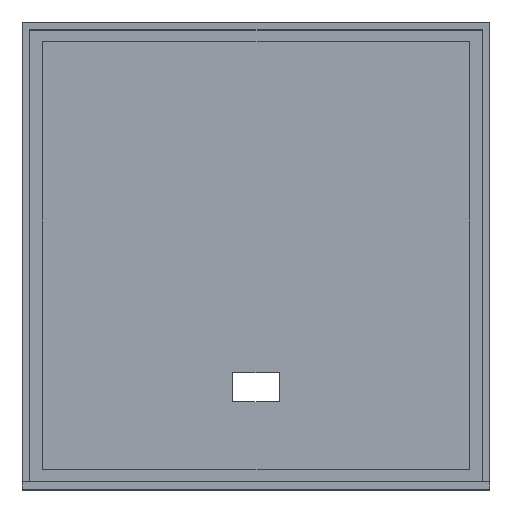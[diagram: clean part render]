
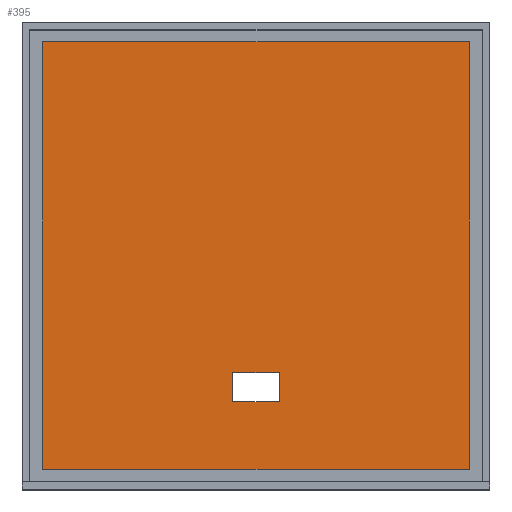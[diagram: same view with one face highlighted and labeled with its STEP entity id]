
A CAD part, top view. The second image highlights one B-rep face of the part: STEP entity #395.
In plain terms, the highlighted planar face has unit normal (0, 0, 1).
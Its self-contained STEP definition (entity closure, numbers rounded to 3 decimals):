
#15=FACE_BOUND('',#45,.T.);
#23=FACE_OUTER_BOUND('',#44,.T.);
#44=EDGE_LOOP('',(#281,#282,#283,#284));
#45=EDGE_LOOP('',(#285,#286,#287,#288));
#69=LINE('',#561,#123);
#72=LINE('',#567,#126);
#75=LINE('',#573,#129);
#78=LINE('',#577,#132);
#79=LINE('',#581,#133);
#80=LINE('',#583,#134);
#81=LINE('',#585,#135);
#82=LINE('',#586,#136);
#123=VECTOR('',#458,10.);
#126=VECTOR('',#463,10.);
#129=VECTOR('',#468,10.);
#132=VECTOR('',#473,10.);
#133=VECTOR('',#476,10.);
#134=VECTOR('',#477,10.);
#135=VECTOR('',#478,10.);
#136=VECTOR('',#479,10.);
#177=VERTEX_POINT('',#558);
#178=VERTEX_POINT('',#560);
#180=VERTEX_POINT('',#566);
#182=VERTEX_POINT('',#572);
#183=VERTEX_POINT('',#579);
#184=VERTEX_POINT('',#580);
#185=VERTEX_POINT('',#582);
#186=VERTEX_POINT('',#584);
#213=EDGE_CURVE('',#178,#177,#69,.T.);
#216=EDGE_CURVE('',#180,#178,#72,.T.);
#219=EDGE_CURVE('',#182,#180,#75,.T.);
#222=EDGE_CURVE('',#177,#182,#78,.T.);
#223=EDGE_CURVE('',#183,#184,#79,.T.);
#224=EDGE_CURVE('',#185,#183,#80,.T.);
#225=EDGE_CURVE('',#186,#185,#81,.T.);
#226=EDGE_CURVE('',#184,#186,#82,.T.);
#281=ORIENTED_EDGE('',*,*,#223,.F.);
#282=ORIENTED_EDGE('',*,*,#224,.F.);
#283=ORIENTED_EDGE('',*,*,#225,.F.);
#284=ORIENTED_EDGE('',*,*,#226,.F.);
#285=ORIENTED_EDGE('',*,*,#222,.T.);
#286=ORIENTED_EDGE('',*,*,#219,.T.);
#287=ORIENTED_EDGE('',*,*,#216,.T.);
#288=ORIENTED_EDGE('',*,*,#213,.T.);
#374=PLANE('',#430);
#395=ADVANCED_FACE('',(#23,#15),#374,.T.);
#430=AXIS2_PLACEMENT_3D('',#578,#474,#475);
#458=DIRECTION('',(0.,-1.,0.));
#463=DIRECTION('',(1.,0.,0.));
#468=DIRECTION('',(0.,1.,0.));
#473=DIRECTION('',(-1.,0.,0.));
#474=DIRECTION('center_axis',(0.,0.,1.));
#475=DIRECTION('ref_axis',(1.,0.,0.));
#476=DIRECTION('',(-1.,0.,0.));
#477=DIRECTION('',(0.,-1.,0.));
#478=DIRECTION('',(1.,0.,0.));
#479=DIRECTION('',(0.,1.,0.));
#558=CARTESIAN_POINT('',(86.75,38.,2.));
#560=CARTESIAN_POINT('',(86.75,45.5,2.));
#561=CARTESIAN_POINT('',(86.75,38.,2.));
#566=CARTESIAN_POINT('',(74.75,45.5,2.));
#567=CARTESIAN_POINT('',(86.75,45.5,2.));
#572=CARTESIAN_POINT('',(74.75,38.,2.));
#573=CARTESIAN_POINT('',(74.75,45.5,2.));
#577=CARTESIAN_POINT('',(74.75,38.,2.));
#578=CARTESIAN_POINT('Origin',(80.75,75.375,2.));
#579=CARTESIAN_POINT('',(135.25,20.75,2.));
#580=CARTESIAN_POINT('',(26.25,20.75,2.));
#581=CARTESIAN_POINT('',(108.,20.75,2.));
#582=CARTESIAN_POINT('',(135.25,130.,2.));
#583=CARTESIAN_POINT('',(135.25,102.688,2.));
#584=CARTESIAN_POINT('',(26.25,130.,2.));
#585=CARTESIAN_POINT('',(53.5,130.,2.));
#586=CARTESIAN_POINT('',(26.25,48.063,2.));
